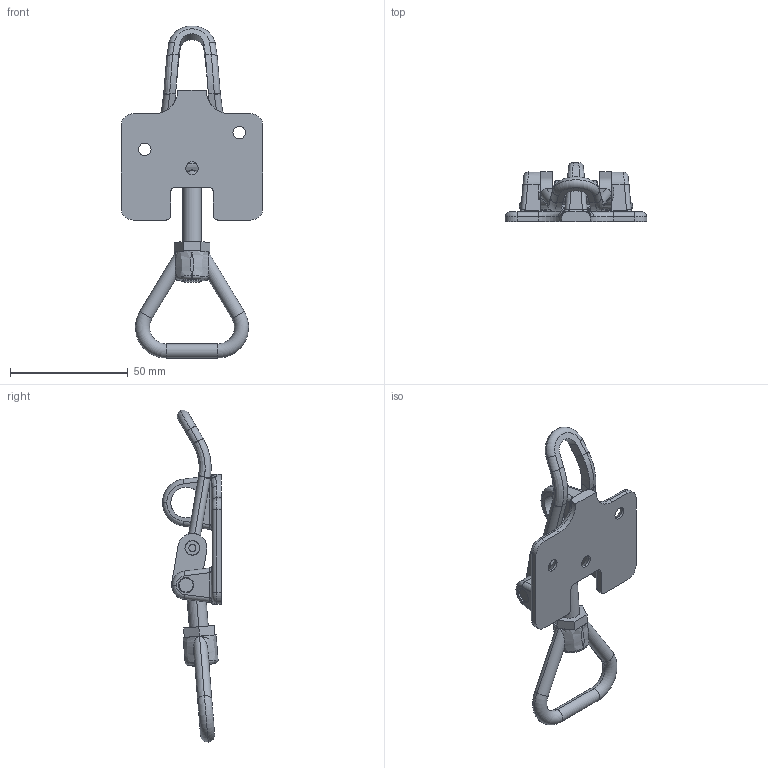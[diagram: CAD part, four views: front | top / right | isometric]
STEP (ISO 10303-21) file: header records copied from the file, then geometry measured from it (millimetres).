
FILE_DESCRIPTION (( 'STEP AP214' ), '1' );
FILE_NAME ('51051 - 203 C FZB.STEP', '2016-12-30T07:36:00', ( '' ), ( '' ), 'SwSTEP 2.0', 'SolidWorks 2015', '' );
FILE_SCHEMA (( 'AUTOMOTIVE_DESIGN' ));
Length unit declared in the file: millimetre
Products named in the file (7): 203 C; 51051 - 203 C FZB; Justerskruv M8; Ring 3; Mutter M8x13x4; Hålnit 6x32; bygel 3
Assembly tree (6 placements, depth 2):
  51051 - 203 C FZB
    203 C
    bygel 3
    Hålnit 6x32
    Mutter M8x13x4
    Ring 3
    Justerskruv M8
Bounding box: 60 x 25 x 140.7 mm (x, y, z)
Volume: 29164.9 mm3; surface area: 18850.8 mm2
Topology: 6 solids, 6 shells, 282 faces, 691 edges, 419 vertices
Faces by surface type: cylinder 113, plane 74, bspline 61, torus 22, cone 6, sphere 6
Entity records: 11513 total; most frequent: CARTESIAN_POINT 5093, ORIENTED_EDGE 1370, DIRECTION 1200, EDGE_CURVE 685, AXIS2_PLACEMENT_3D 471, VERTEX_POINT 419, EDGE_LOOP 310, ADVANCED_FACE 282
